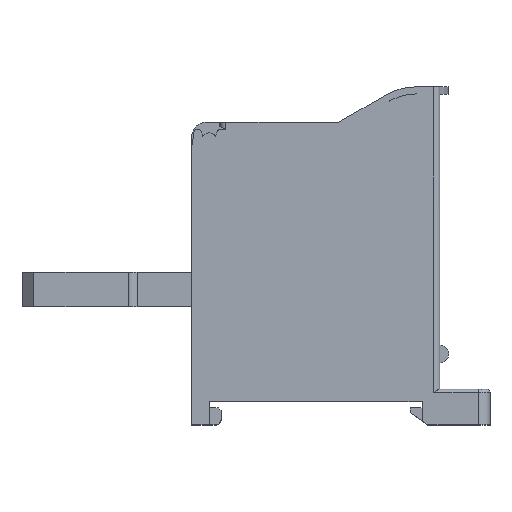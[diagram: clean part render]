
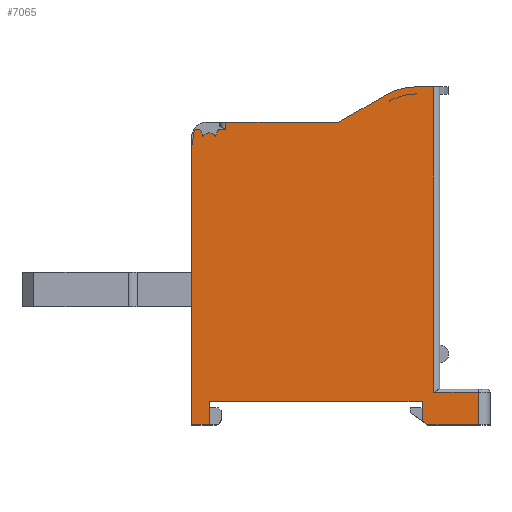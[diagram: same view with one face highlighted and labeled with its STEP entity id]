
A CAD part, top view. The second image highlights one B-rep face of the part: STEP entity #7065.
In plain terms, the highlighted planar face has unit normal (0, 0, 1).
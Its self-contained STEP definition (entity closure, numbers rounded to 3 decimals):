
#2080=CARTESIAN_POINT('',(-19.6,48.825,14.25));
#2081=DIRECTION('',(0.,0.,1.));
#2082=DIRECTION('',(0.997,0.079,0.));
#2083=AXIS2_PLACEMENT_3D('',#2080,#2081,#2082);
#2085=CARTESIAN_POINT('',(-18.,48.,14.25));
#2086=DIRECTION('',(0.,0.,1.));
#2087=DIRECTION('',(0.787,0.617,0.));
#2088=AXIS2_PLACEMENT_3D('',#2085,#2086,#2087);
#2090=CARTESIAN_POINT('',(-16.4,48.825,14.25));
#2091=DIRECTION('',(0.,0.,1.));
#2092=DIRECTION('',(-0.94,0.342,0.));
#2093=AXIS2_PLACEMENT_3D('',#2090,#2091,#2092);
#2095=DIRECTION('',(0.342,0.94,0.));
#2096=VECTOR('',#2095,0.719);
#2097=CARTESIAN_POINT('',(-16.87,48.996,14.25));
#2098=LINE('',#2097,#2096);
#2099=CARTESIAN_POINT('',(-16.154,49.5,14.25));
#2100=DIRECTION('',(0.,0.,1.));
#2101=DIRECTION('',(0.,1.,0.));
#2102=AXIS2_PLACEMENT_3D('',#2099,#2100,#2101);
#2104=DIRECTION('',(1.,0.,0.));
#2105=VECTOR('',#2104,0.954);
#2106=CARTESIAN_POINT('',(-16.154,50.,14.25));
#2107=LINE('',#2106,#2105);
#2108=DIRECTION('',(0.,-1.,0.));
#2109=VECTOR('',#2108,1.2);
#2110=CARTESIAN_POINT('',(-15.2,51.2,14.25));
#2111=LINE('',#2110,#2109);
#2112=DIRECTION('',(-1.,0.,0.));
#2113=VECTOR('',#2112,18.864);
#2114=CARTESIAN_POINT('',(3.664,51.2,14.25));
#2115=LINE('',#2114,#2113);
#2116=DIRECTION('',(-0.866,-0.5,0.));
#2117=VECTOR('',#2116,9.106);
#2118=CARTESIAN_POINT('',(11.95,55.86,14.25));
#2119=LINE('',#2118,#2117);
#2120=CARTESIAN_POINT('',(16.95,47.2,14.25));
#2121=DIRECTION('',(0.,0.,1.));
#2122=DIRECTION('',(0.,1.,0.));
#2123=AXIS2_PLACEMENT_3D('',#2120,#2121,#2122);
#2125=DIRECTION('',(-1.,0.,0.));
#2126=VECTOR('',#2125,3.05);
#2127=CARTESIAN_POINT('',(20.,57.2,14.25));
#2128=LINE('',#2127,#2126);
#2129=DIRECTION('',(1.,0.,0.));
#2130=VECTOR('',#2129,7.5);
#2131=CARTESIAN_POINT('',(20.,5.5,14.25));
#2132=LINE('',#2131,#2130);
#2133=DIRECTION('',(0.,1.,0.));
#2134=VECTOR('',#2133,5.5);
#2135=CARTESIAN_POINT('',(27.5,0.,14.25));
#2136=LINE('',#2135,#2134);
#2137=DIRECTION('',(-1.,0.,0.));
#2138=VECTOR('',#2137,8.5);
#2139=CARTESIAN_POINT('',(27.5,0.,14.25));
#2140=LINE('',#2139,#2138);
#2141=DIRECTION('',(-0.819,0.573,0.));
#2142=VECTOR('',#2141,1.221);
#2143=CARTESIAN_POINT('',(19.,0.,14.25));
#2144=LINE('',#2143,#2142);
#2145=DIRECTION('',(0.,1.,0.));
#2146=VECTOR('',#2145,3.3);
#2147=CARTESIAN_POINT('',(18.,0.7,14.25));
#2148=LINE('',#2147,#2146);
#2149=DIRECTION('',(-1.,0.,0.));
#2150=VECTOR('',#2149,36.);
#2151=CARTESIAN_POINT('',(18.,4.,14.25));
#2152=LINE('',#2151,#2150);
#2153=DIRECTION('',(0.,1.,0.));
#2154=VECTOR('',#2153,4.);
#2155=CARTESIAN_POINT('',(-18.,0.,14.25));
#2156=LINE('',#2155,#2154);
#2157=DIRECTION('',(1.,0.,0.));
#2158=VECTOR('',#2157,3.);
#2159=CARTESIAN_POINT('',(-21.,0.,14.25));
#2160=LINE('',#2159,#2158);
#2161=DIRECTION('',(0.,-1.,0.));
#2162=VECTOR('',#2161,46.172);
#2163=CARTESIAN_POINT('',(-21.,46.172,14.25));
#2164=LINE('',#2163,#2162);
#2165=CARTESIAN_POINT('',(-11.,46.172,14.25));
#2166=DIRECTION('',(0.,0.,1.));
#2167=DIRECTION('',(-0.986,0.164,0.));
#2168=AXIS2_PLACEMENT_3D('',#2165,#2166,#2167);
#2170=DIRECTION('',(-0.164,-0.986,0.));
#2171=VECTOR('',#2170,1.79);
#2172=CARTESIAN_POINT('',(-20.57,49.582,14.25));
#2173=LINE('',#2172,#2171);
#2174=CARTESIAN_POINT('',(-20.076,49.5,14.25));
#2175=DIRECTION('',(0.,0.,1.));
#2176=DIRECTION('',(0.,1.,0.));
#2177=AXIS2_PLACEMENT_3D('',#2174,#2175,#2176);
#2179=DIRECTION('',(1.,0.,0.));
#2180=VECTOR('',#2179,0.231);
#2181=CARTESIAN_POINT('',(-20.076,50.,14.25));
#2182=LINE('',#2181,#2180);
#2183=CARTESIAN_POINT('',(-19.846,49.5,14.25));
#2184=DIRECTION('',(0.,0.,1.));
#2185=DIRECTION('',(0.94,0.342,0.));
#2186=AXIS2_PLACEMENT_3D('',#2183,#2184,#2185);
#2188=DIRECTION('',(0.342,-0.94,0.));
#2189=VECTOR('',#2188,0.719);
#2190=CARTESIAN_POINT('',(-19.376,49.671,14.25));
#2191=LINE('',#2190,#2189);
#2315=CARTESIAN_POINT('',(3.664,52.,14.25));
#2316=DIRECTION('',(0.,0.,-1.));
#2317=DIRECTION('',(0.5,-0.866,0.));
#2318=AXIS2_PLACEMENT_3D('',#2315,#2316,#2317);
#2431=DIRECTION('',(0.,1.,0.));
#2432=VECTOR('',#2431,51.7);
#2433=CARTESIAN_POINT('',(20.,5.5,14.25));
#2434=LINE('',#2433,#2432);
#3336=CARTESIAN_POINT('',(-21.,0.,14.25));
#3338=VERTEX_POINT('',#3336);
#3345=CARTESIAN_POINT('',(18.,4.,14.25));
#3346=CARTESIAN_POINT('',(-18.,4.,14.25));
#3347=VERTEX_POINT('',#3345);
#3348=VERTEX_POINT('',#3346);
#3349=CARTESIAN_POINT('',(-18.,0.,14.25));
#3350=VERTEX_POINT('',#3349);
#3416=CARTESIAN_POINT('',(-16.87,48.996,14.25));
#3418=VERTEX_POINT('',#3416);
#3424=CARTESIAN_POINT('',(-19.13,48.996,14.25));
#3426=VERTEX_POINT('',#3424);
#3427=CARTESIAN_POINT('',(-16.154,50.,14.25));
#3428=CARTESIAN_POINT('',(-16.624,49.671,14.25));
#3429=VERTEX_POINT('',#3427);
#3430=VERTEX_POINT('',#3428);
#3443=CARTESIAN_POINT('',(-20.076,50.,14.25));
#3444=CARTESIAN_POINT('',(-20.57,49.582,14.25));
#3445=VERTEX_POINT('',#3443);
#3446=VERTEX_POINT('',#3444);
#3455=CARTESIAN_POINT('',(-19.376,49.671,14.25));
#3456=VERTEX_POINT('',#3455);
#3457=CARTESIAN_POINT('',(-19.846,50.,14.25));
#3458=VERTEX_POINT('',#3457);
#3479=CARTESIAN_POINT('',(-20.864,47.816,14.25));
#3480=VERTEX_POINT('',#3479);
#3481=CARTESIAN_POINT('',(-21.,46.172,14.25));
#3482=VERTEX_POINT('',#3481);
#3524=CARTESIAN_POINT('',(27.5,0.,14.25));
#3526=VERTEX_POINT('',#3524);
#3583=CARTESIAN_POINT('',(19.,0.,14.25));
#3584=CARTESIAN_POINT('',(18.,0.7,14.25));
#3585=VERTEX_POINT('',#3583);
#3586=VERTEX_POINT('',#3584);
#3611=CARTESIAN_POINT('',(27.5,5.5,14.25));
#3612=VERTEX_POINT('',#3611);
#3615=CARTESIAN_POINT('',(20.,5.5,14.25));
#3616=VERTEX_POINT('',#3615);
#3920=CARTESIAN_POINT('',(3.664,51.2,14.25));
#3922=VERTEX_POINT('',#3920);
#3924=CARTESIAN_POINT('',(4.064,51.307,14.25));
#3926=VERTEX_POINT('',#3924);
#3939=CARTESIAN_POINT('',(16.95,57.2,14.25));
#3940=VERTEX_POINT('',#3939);
#3941=CARTESIAN_POINT('',(11.95,55.86,14.25));
#3942=VERTEX_POINT('',#3941);
#3959=CARTESIAN_POINT('',(20.,57.2,14.25));
#3961=VERTEX_POINT('',#3959);
#3968=CARTESIAN_POINT('',(-15.2,51.2,14.25));
#3970=VERTEX_POINT('',#3968);
#4019=CARTESIAN_POINT('',(-15.2,50.,14.25));
#4021=VERTEX_POINT('',#4019);
#4251=CARTESIAN_POINT('',(-19.102,48.864,14.25));
#4252=VERTEX_POINT('',#4251);
#4253=CARTESIAN_POINT('',(-16.898,48.864,14.25));
#4254=VERTEX_POINT('',#4253);
#7009=CARTESIAN_POINT('',(0.,0.,14.25));
#7010=DIRECTION('',(0.,0.,1.));
#7011=DIRECTION('',(1.,0.,0.));
#7012=AXIS2_PLACEMENT_3D('',#7009,#7010,#7011);
#7013=PLANE('',#7012);
#7015=ORIENTED_EDGE('',*,*,#7014,.F.);
#7016=ORIENTED_EDGE('',*,*,#6995,.F.);
#7017=ORIENTED_EDGE('',*,*,#6969,.F.);
#7019=ORIENTED_EDGE('',*,*,#7018,.T.);
#7021=ORIENTED_EDGE('',*,*,#7020,.F.);
#7023=ORIENTED_EDGE('',*,*,#7022,.T.);
#7025=ORIENTED_EDGE('',*,*,#7024,.F.);
#7027=ORIENTED_EDGE('',*,*,#7026,.F.);
#7029=ORIENTED_EDGE('',*,*,#7028,.F.);
#7031=ORIENTED_EDGE('',*,*,#7030,.F.);
#7033=ORIENTED_EDGE('',*,*,#7032,.F.);
#7035=ORIENTED_EDGE('',*,*,#7034,.F.);
#7037=ORIENTED_EDGE('',*,*,#7036,.F.);
#7039=ORIENTED_EDGE('',*,*,#7038,.T.);
#7041=ORIENTED_EDGE('',*,*,#7040,.F.);
#7042=ORIENTED_EDGE('',*,*,#6481,.T.);
#7043=ORIENTED_EDGE('',*,*,#6892,.T.);
#7044=ORIENTED_EDGE('',*,*,#6674,.T.);
#7046=ORIENTED_EDGE('',*,*,#7045,.T.);
#7048=ORIENTED_EDGE('',*,*,#7047,.F.);
#7049=ORIENTED_EDGE('',*,*,#6404,.F.);
#7050=ORIENTED_EDGE('',*,*,#4469,.F.);
#7052=ORIENTED_EDGE('',*,*,#7051,.F.);
#7054=ORIENTED_EDGE('',*,*,#7053,.F.);
#7056=ORIENTED_EDGE('',*,*,#7055,.F.);
#7058=ORIENTED_EDGE('',*,*,#7057,.T.);
#7060=ORIENTED_EDGE('',*,*,#7059,.F.);
#7062=ORIENTED_EDGE('',*,*,#7061,.T.);
#7063=EDGE_LOOP('',(#7015,#7016,#7017,#7019,#7021,#7023,#7025,#7027,#7029,#7031,
#7033,#7035,#7037,#7039,#7041,#7042,#7043,#7044,#7046,#7048,#7049,#7050,#7052,
#7054,#7056,#7058,#7060,#7062));
#7064=FACE_OUTER_BOUND('',#7063,.F.);
#7065=ADVANCED_FACE('',(#7064),#7013,.T.);
#2084=CIRCLE('',#2083,0.5);
#2089=CIRCLE('',#2088,1.4);
#2094=CIRCLE('',#2093,0.5);
#2103=CIRCLE('',#2102,0.5);
#2124=CIRCLE('',#2123,10.);
#2169=CIRCLE('',#2168,10.);
#2178=CIRCLE('',#2177,0.5);
#2187=CIRCLE('',#2186,0.5);
#2319=CIRCLE('',#2318,0.8);
#4469=EDGE_CURVE('',#3482,#3338,#2164,.T.);
#6404=EDGE_CURVE('',#3338,#3350,#2160,.T.);
#6481=EDGE_CURVE('',#3526,#3585,#2140,.T.);
#6674=EDGE_CURVE('',#3586,#3347,#2148,.T.);
#6892=EDGE_CURVE('',#3585,#3586,#2144,.T.);
#6969=EDGE_CURVE('',#3418,#4254,#2094,.T.);
#6995=EDGE_CURVE('',#4254,#4252,#2089,.T.);
#7014=EDGE_CURVE('',#4252,#3426,#2084,.T.);
#7018=EDGE_CURVE('',#3418,#3430,#2098,.T.);
#7020=EDGE_CURVE('',#3429,#3430,#2103,.T.);
#7022=EDGE_CURVE('',#3429,#4021,#2107,.T.);
#7024=EDGE_CURVE('',#3970,#4021,#2111,.T.);
#7026=EDGE_CURVE('',#3922,#3970,#2115,.T.);
#7028=EDGE_CURVE('',#3926,#3922,#2319,.T.);
#7030=EDGE_CURVE('',#3942,#3926,#2119,.T.);
#7032=EDGE_CURVE('',#3940,#3942,#2124,.T.);
#7034=EDGE_CURVE('',#3961,#3940,#2128,.T.);
#7036=EDGE_CURVE('',#3616,#3961,#2434,.T.);
#7038=EDGE_CURVE('',#3616,#3612,#2132,.T.);
#7040=EDGE_CURVE('',#3526,#3612,#2136,.T.);
#7045=EDGE_CURVE('',#3347,#3348,#2152,.T.);
#7047=EDGE_CURVE('',#3350,#3348,#2156,.T.);
#7051=EDGE_CURVE('',#3480,#3482,#2169,.T.);
#7053=EDGE_CURVE('',#3446,#3480,#2173,.T.);
#7055=EDGE_CURVE('',#3445,#3446,#2178,.T.);
#7057=EDGE_CURVE('',#3445,#3458,#2182,.T.);
#7059=EDGE_CURVE('',#3456,#3458,#2187,.T.);
#7061=EDGE_CURVE('',#3456,#3426,#2191,.T.);
